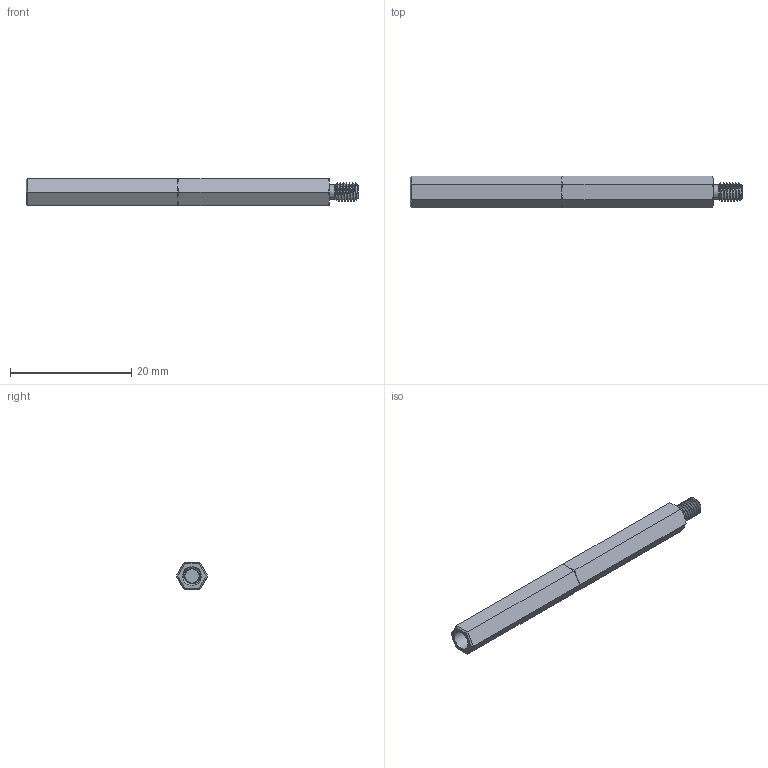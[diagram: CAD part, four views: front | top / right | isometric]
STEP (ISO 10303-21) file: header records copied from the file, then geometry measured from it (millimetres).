
FILE_DESCRIPTION(/* description */ ('brass standoff spacer M3 male x M3 female - 50mm'),/* implementation_level */ '2;1');
FILE_NAME(/* name */ 'PSBS-50.ipt.step',/* time_stamp */ '2013-11-18T15:49:51-06:00',/* author */ ('Edward'),/* organization */ (''),/* preprocessor_version */ 'ST-DEVELOPER v15.2',/* originating_system */ 'Autodesk Inventor 2014',/* authorisation */ 'PER ALLEN @ ROBOT ELECTRON 9-12-13');
FILE_SCHEMA (('AUTOMOTIVE_DESIGN { 1 0 10303 214 3 1 1 }'));
Length unit declared in the file: millimetre
Products named in the file (1): PSBS-50
Bounding box: 54.7 x 5.2 x 4.5 mm (x, y, z)
Volume: 677.6 mm3; surface area: 1212.9 mm2
Topology: 1 solids, 1 shells, 55 faces, 199 edges, 148 vertices
Faces by surface type: plane 29, cone 16, cylinder 5, bspline 5
Full cylindrical faces by diameter (mm): 2.345 x1, 3.102 x1
Entity records: 7336 total; most frequent: CARTESIAN_POINT 5918, ORIENTED_EDGE 384, DIRECTION 198, EDGE_CURVE 192, VERTEX_POINT 147, AXIS2_PLACEMENT_3D 76, EDGE_LOOP 61, B_SPLINE_CURVE_WITH_KNOTS 55
